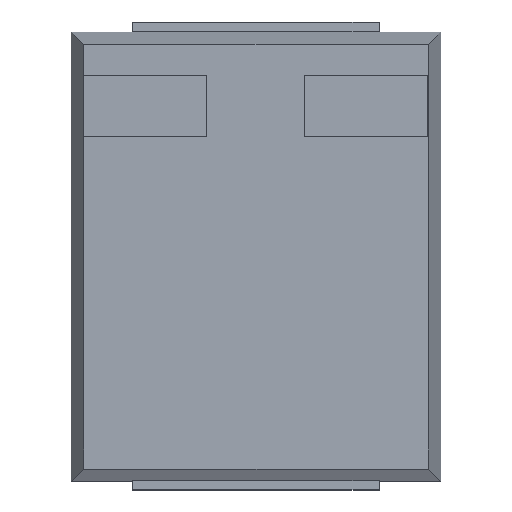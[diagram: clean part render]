
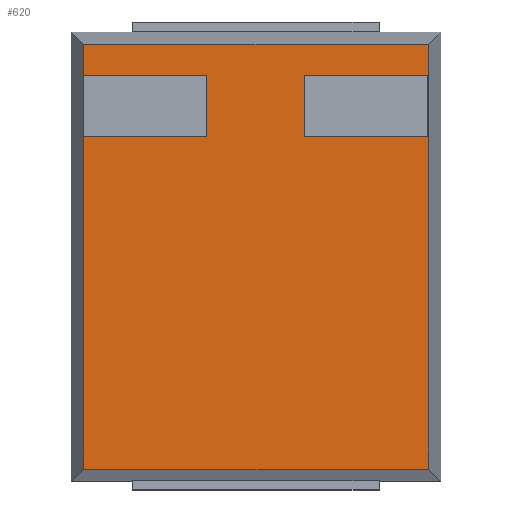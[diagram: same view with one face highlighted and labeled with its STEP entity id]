
A CAD part, top view. The second image highlights one B-rep face of the part: STEP entity #620.
In plain terms, the highlighted planar face has unit normal (0, 0, 1).
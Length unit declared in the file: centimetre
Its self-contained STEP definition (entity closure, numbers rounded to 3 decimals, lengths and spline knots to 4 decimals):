
#24=FACE_OUTER_BOUND($,#64,.T.);
#64=EDGE_LOOP($,(#430,#431,#432,#433));
#110=LINE($,#903,#194);
#111=LINE($,#905,#195);
#112=LINE($,#907,#196);
#113=LINE($,#908,#197);
#194=VECTOR($,#735,0.69);
#195=VECTOR($,#736,0.56);
#196=VECTOR($,#737,0.69);
#197=VECTOR($,#738,0.56);
#274=VERTEX_POINT($,#901);
#275=VERTEX_POINT($,#902);
#276=VERTEX_POINT($,#904);
#277=VERTEX_POINT($,#906);
#334=EDGE_CURVE($,#274,#275,#110,.T.);
#335=EDGE_CURVE($,#275,#276,#111,.T.);
#336=EDGE_CURVE($,#276,#277,#112,.T.);
#337=EDGE_CURVE($,#277,#274,#113,.T.);
#430=ORIENTED_EDGE($,*,*,#334,.T.);
#431=ORIENTED_EDGE($,*,*,#335,.T.);
#432=ORIENTED_EDGE($,*,*,#336,.T.);
#433=ORIENTED_EDGE($,*,*,#337,.T.);
#580=PLANE($,#673);
#620=ADVANCED_FACE($,(#24),#580,.T.);
#673=AXIS2_PLACEMENT_3D($,#900,#733,#734);
#733=DIRECTION('center_axis',(0.,0.,1.));
#734=DIRECTION('ref_axis',(1.,0.,0.));
#735=DIRECTION($,(0.,1.,0.));
#736=DIRECTION($,(-1.,0.,0.));
#737=DIRECTION($,(0.,-1.,0.));
#738=DIRECTION($,(1.,0.,0.));
#900=CARTESIAN_POINT('Origin',(0.,0.1,
0.2));
#901=CARTESIAN_POINT('',(0.28,-0.245,0.2));
#902=CARTESIAN_POINT('',(0.28,0.445,0.2));
#903=CARTESIAN_POINT($,(0.28,0.0999,0.2));
#904=CARTESIAN_POINT('',(-0.28,0.445,0.2));
#905=CARTESIAN_POINT($,(0.0001,0.445,0.2));
#906=CARTESIAN_POINT('',(-0.28,-0.245,0.2));
#907=CARTESIAN_POINT($,(-0.28,0.1,0.2));
#908=CARTESIAN_POINT($,(0.,-0.245,0.2));
